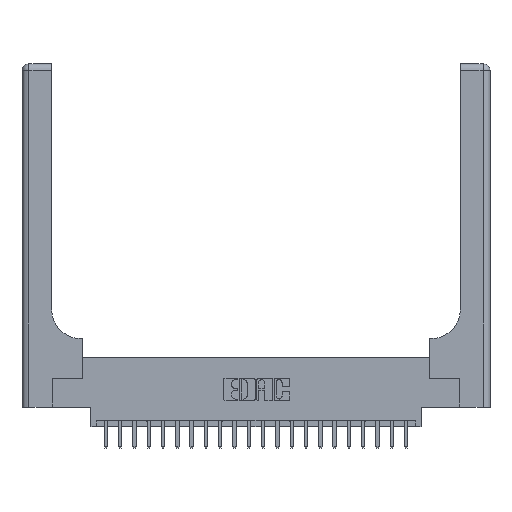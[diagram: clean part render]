
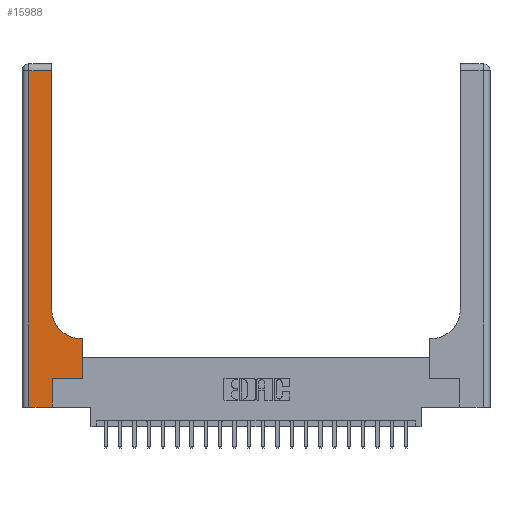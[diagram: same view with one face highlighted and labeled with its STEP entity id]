
A CAD part, top view. The second image highlights one B-rep face of the part: STEP entity #15988.
In plain terms, the highlighted planar face has unit normal (0, 0, 1).
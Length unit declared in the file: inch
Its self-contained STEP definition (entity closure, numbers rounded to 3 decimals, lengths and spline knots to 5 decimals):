
#194 = LINE ( 'NONE', #9122, #5208 ) ;
#300 = CARTESIAN_POINT ( 'NONE',  ( 0.26, 0.6, 0.37 ) ) ;
#491 = EDGE_CURVE ( 'NONE', #17442, #21989, #13286, .T. ) ;
#769 = EDGE_CURVE ( 'NONE', #14364, #12296, #20587, .T. ) ;
#864 = VECTOR ( 'NONE', #7380, 39.37008 ) ;
#1638 = FACE_OUTER_BOUND ( 'NONE', #13998, .T. ) ;
#1710 = CARTESIAN_POINT ( 'NONE',  ( 0.265, 0., 0.37 ) ) ;
#2164 = LINE ( 'NONE', #300, #864 ) ;
#2238 = EDGE_CURVE ( 'NONE', #21989, #14535, #8524, .T. ) ;
#2589 = LINE ( 'NONE', #16362, #17759 ) ;
#3269 = CARTESIAN_POINT ( 'NONE',  ( 0., 2.94, 0.37 ) ) ;
#3416 = EDGE_CURVE ( 'NONE', #12296, #7271, #2589, .T. ) ;
#3977 = ORIENTED_EDGE ( 'NONE', *, *, #491, .T. ) ;
#4225 = ORIENTED_EDGE ( 'NONE', *, *, #17152, .T. ) ;
#4688 = VECTOR ( 'NONE', #22709, 39.37008 ) ;
#4775 = ORIENTED_EDGE ( 'NONE', *, *, #3416, .T. ) ;
#5208 = VECTOR ( 'NONE', #14452, 39.37008 ) ;
#5382 = DIRECTION ( 'NONE',  ( 1., 0., 0. ) ) ;
#5735 = DIRECTION ( 'NONE',  ( 1., 0., 0. ) ) ;
#6156 = CARTESIAN_POINT ( 'NONE',  ( 0.528, 0.6, 0.37 ) ) ;
#6174 = DIRECTION ( 'NONE',  ( 0., 1., 0. ) ) ;
#6999 = EDGE_CURVE ( 'NONE', #10448, #14364, #2164, .T. ) ;
#7018 = CARTESIAN_POINT ( 'NONE',  ( 0.26, 2.94, 0.37 ) ) ;
#7268 = VECTOR ( 'NONE', #14088, 39.37008 ) ;
#7271 = VERTEX_POINT ( 'NONE', #7018 ) ;
#7380 = DIRECTION ( 'NONE',  ( -1., 0., 0. ) ) ;
#7606 = VECTOR ( 'NONE', #6174, 39.37008 ) ;
#7692 = DIRECTION ( 'NONE',  ( 0., 1., 0. ) ) ;
#7802 = ORIENTED_EDGE ( 'NONE', *, *, #769, .T. ) ;
#8166 = ORIENTED_EDGE ( 'NONE', *, *, #22682, .T. ) ;
#8524 = LINE ( 'NONE', #14177, #14724 ) ;
#9003 = ORIENTED_EDGE ( 'NONE', *, *, #2238, .T. ) ;
#9122 = CARTESIAN_POINT ( 'NONE',  ( 0., 0., 0.37 ) ) ;
#9214 = DIRECTION ( 'NONE',  ( 0., 0., -1. ) ) ;
#10448 = VERTEX_POINT ( 'NONE', #6156 ) ;
#10972 = EDGE_CURVE ( 'NONE', #14535, #10448, #11615, .T. ) ;
#11615 = LINE ( 'NONE', #22065, #7606 ) ;
#11673 = AXIS2_PLACEMENT_3D ( 'NONE', #22504, #15752, #22851 ) ;
#11708 = CARTESIAN_POINT ( 'NONE',  ( 0.06, 2.94, 0.37 ) ) ;
#12296 = VERTEX_POINT ( 'NONE', #15775 ) ;
#13049 = EDGE_CURVE ( 'NONE', #15744, #21661, #15157, .T. ) ;
#13286 = LINE ( 'NONE', #1710, #7268 ) ;
#13998 = EDGE_LOOP ( 'NONE', ( #4775, #4225, #17471, #8166, #3977, #9003, #16317, #20934, #7802 ) ) ;
#14088 = DIRECTION ( 'NONE',  ( 0., 1., 0. ) ) ;
#14177 = CARTESIAN_POINT ( 'NONE',  ( 0.265, 0.25, 0.37 ) ) ;
#14364 = VERTEX_POINT ( 'NONE', #21078 ) ;
#14452 = DIRECTION ( 'NONE',  ( 1., 0., 0. ) ) ;
#14535 = VERTEX_POINT ( 'NONE', #16410 ) ;
#14672 = VECTOR ( 'NONE', #17395, 39.37008 ) ;
#14724 = VECTOR ( 'NONE', #5382, 39.37008 ) ;
#14927 = CARTESIAN_POINT ( 'NONE',  ( 0.265, 0., 0.37 ) ) ;
#15157 = LINE ( 'NONE', #17118, #4688 ) ;
#15413 = PLANE ( 'NONE',  #11673 ) ;
#15419 = LINE ( 'NONE', #3269, #14672 ) ;
#15744 = VERTEX_POINT ( 'NONE', #11708 ) ;
#15752 = DIRECTION ( 'NONE',  ( 0., 0., -1. ) ) ;
#15775 = CARTESIAN_POINT ( 'NONE',  ( 0.26, 0.85, 0.37 ) ) ;
#15988 = ADVANCED_FACE ( 'NONE', ( #1638 ), #15413, .F. ) ;
#16317 = ORIENTED_EDGE ( 'NONE', *, *, #10972, .T. ) ;
#16362 = CARTESIAN_POINT ( 'NONE',  ( 0.26, 3., 0.37 ) ) ;
#16410 = CARTESIAN_POINT ( 'NONE',  ( 0.528, 0.25, 0.37 ) ) ;
#17018 = CARTESIAN_POINT ( 'NONE',  ( 0.06, 0., 0.37 ) ) ;
#17118 = CARTESIAN_POINT ( 'NONE',  ( 0.06, 3., 0.37 ) ) ;
#17152 = EDGE_CURVE ( 'NONE', #7271, #15744, #15419, .T. ) ;
#17395 = DIRECTION ( 'NONE',  ( -1., 0., 0. ) ) ;
#17442 = VERTEX_POINT ( 'NONE', #14927 ) ;
#17471 = ORIENTED_EDGE ( 'NONE', *, *, #13049, .T. ) ;
#17759 = VECTOR ( 'NONE', #7692, 39.37008 ) ;
#19775 = CARTESIAN_POINT ( 'NONE',  ( 0.51, 0.85, 0.37 ) ) ;
#20587 = CIRCLE ( 'NONE', #20967, 0.25 ) ;
#20934 = ORIENTED_EDGE ( 'NONE', *, *, #6999, .T. ) ;
#20967 = AXIS2_PLACEMENT_3D ( 'NONE', #19775, #9214, #5735 ) ;
#21078 = CARTESIAN_POINT ( 'NONE',  ( 0.51, 0.6, 0.37 ) ) ;
#21494 = CARTESIAN_POINT ( 'NONE',  ( 0.265, 0.25, 0.37 ) ) ;
#21661 = VERTEX_POINT ( 'NONE', #17018 ) ;
#21989 = VERTEX_POINT ( 'NONE', #21494 ) ;
#22065 = CARTESIAN_POINT ( 'NONE',  ( 0.528, 0.25, 0.37 ) ) ;
#22504 = CARTESIAN_POINT ( 'NONE',  ( 0., 3., 0.37 ) ) ;
#22682 = EDGE_CURVE ( 'NONE', #21661, #17442, #194, .T. ) ;
#22709 = DIRECTION ( 'NONE',  ( 0., -1., 0. ) ) ;
#22851 = DIRECTION ( 'NONE',  ( -1., 0., 0. ) ) ;
